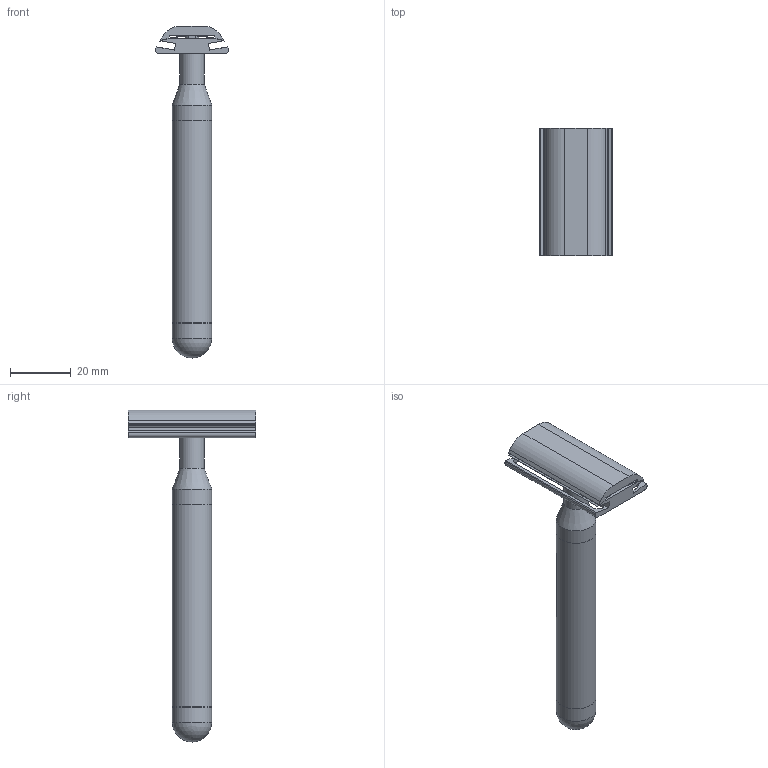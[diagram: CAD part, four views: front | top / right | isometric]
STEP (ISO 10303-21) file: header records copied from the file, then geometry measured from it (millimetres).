
FILE_DESCRIPTION(/* description */ (''),/* implementation_level */ '2;1');
FILE_NAME(/* name */ '3bf137bb-831a-4991-960b-79cacbddcf03.stp',/* time_stamp */ '2025-08-09T17:49:46Z',/* author */ (''),/* organization */ (''),/* preprocessor_version */ 'ST-DEVELOPER v20.1',/* originating_system */ 'Autodesk Translation Framework v14.10.0.0',/* authorisation */ '');
FILE_SCHEMA (('AUTOMOTIVE_DESIGN { 1 0 10303 214 3 1 1 }'));
Length unit declared in the file: millimetre
Products named in the file (5): safetyRazor; razor; razorTop; razorBody; handle
Assembly tree (4 placements, depth 2):
  safetyRazor
    razor
    razorTop
    razorBody
    handle
Bounding box: 24.06 x 42 x 109.11 mm (x, y, z)
Volume: 17072.6 mm3; surface area: 11283.2 mm2
Topology: 4 solids, 4 shells, 88 faces, 218 edges, 142 vertices
Faces by surface type: plane 48, cylinder 21, bspline 14, cone 4, sphere 1
Full cylindrical faces by diameter (mm): 3.332 x2, 3.908 x1, 4.41 x1, 5 x1, 8 x1, 12.98 x1, 13 x2
Entity records: 3222 total; most frequent: CARTESIAN_POINT 1057, ORIENTED_EDGE 432, DIRECTION 381, EDGE_CURVE 216, VERTEX_POINT 142, LINE 129, VECTOR 129, AXIS2_PLACEMENT_3D 126
